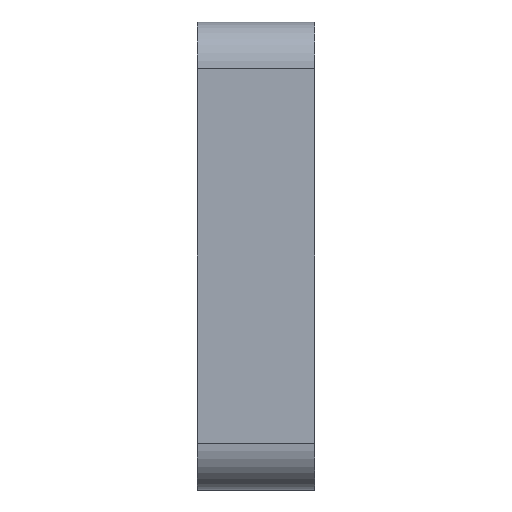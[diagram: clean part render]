
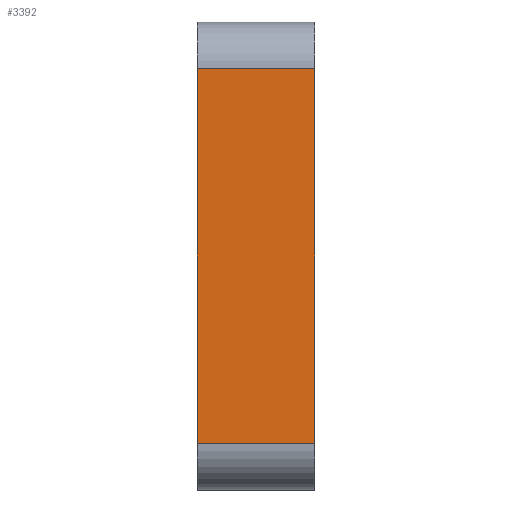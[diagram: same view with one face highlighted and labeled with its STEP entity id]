
A CAD part, left-side view. The second image highlights one B-rep face of the part: STEP entity #3392.
In plain terms, the highlighted planar face has unit normal (-1, 0, 0).
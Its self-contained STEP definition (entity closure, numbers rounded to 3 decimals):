
#348=PLANE('',#3703);
#435=FACE_OUTER_BOUND('',#662,.T.);
#662=EDGE_LOOP('',(#2459,#2460,#2461,#2462));
#880=LINE('',#5072,#999);
#936=LINE('',#5258,#1055);
#937=LINE('',#5261,#1056);
#938=LINE('',#5262,#1057);
#999=VECTOR('',#4144,10.);
#1055=VECTOR('',#4340,10.);
#1056=VECTOR('',#4343,10.);
#1057=VECTOR('',#4344,10.);
#1391=VERTEX_POINT('',#5069);
#1392=VERTEX_POINT('',#5071);
#1452=VERTEX_POINT('',#5256);
#1453=VERTEX_POINT('',#5260);
#1738=EDGE_CURVE('',#1391,#1392,#880,.T.);
#1834=EDGE_CURVE('',#1452,#1392,#936,.T.);
#1835=EDGE_CURVE('',#1452,#1453,#937,.T.);
#1836=EDGE_CURVE('',#1453,#1391,#938,.T.);
#2459=ORIENTED_EDGE('',*,*,#1835,.F.);
#2460=ORIENTED_EDGE('',*,*,#1834,.T.);
#2461=ORIENTED_EDGE('',*,*,#1738,.F.);
#2462=ORIENTED_EDGE('',*,*,#1836,.F.);
#3392=ADVANCED_FACE('',(#435),#348,.T.);
#3703=AXIS2_PLACEMENT_3D('',#5259,#4341,#4342);
#4144=DIRECTION('',(0.,0.,1.));
#4340=DIRECTION('',(0.,1.,0.));
#4341=DIRECTION('center_axis',(-1.,0.,0.));
#4342=DIRECTION('ref_axis',(0.,0.,1.));
#4343=DIRECTION('',(0.,0.,-1.));
#4344=DIRECTION('',(0.,1.,0.));
#5069=CARTESIAN_POINT('',(-20.,10.,-16.));
#5071=CARTESIAN_POINT('',(-20.,10.,16.));
#5072=CARTESIAN_POINT('',(-20.,10.,-16.));
#5256=CARTESIAN_POINT('',(-20.,0.,16.));
#5258=CARTESIAN_POINT('',(-20.,0.,16.));
#5259=CARTESIAN_POINT('Origin',(-20.,0.,-16.));
#5260=CARTESIAN_POINT('',(-20.,0.,-16.));
#5261=CARTESIAN_POINT('',(-20.,0.,16.));
#5262=CARTESIAN_POINT('',(-20.,0.,-16.));
